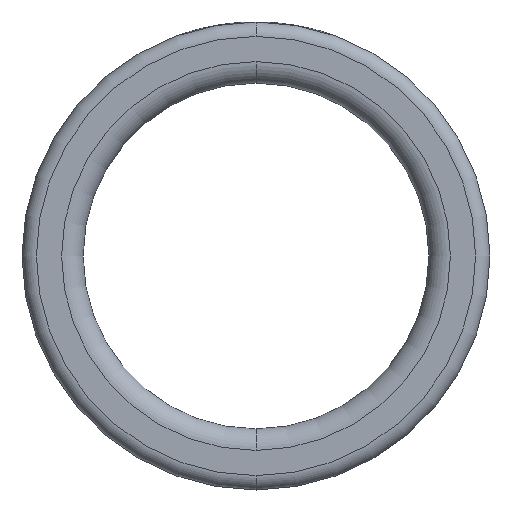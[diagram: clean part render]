
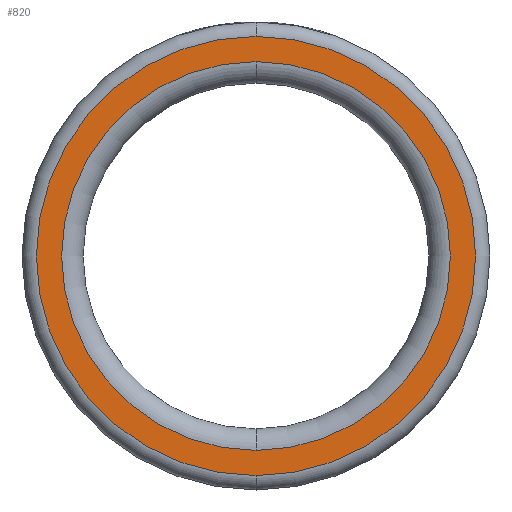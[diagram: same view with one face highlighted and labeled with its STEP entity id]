
A CAD part, front view. The second image highlights one B-rep face of the part: STEP entity #820.
In plain terms, the highlighted planar face has unit normal (0, -1, 0).
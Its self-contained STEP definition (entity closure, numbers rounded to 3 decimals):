
#36 = AXIS2_PLACEMENT_3D ( 'NONE', #1301, #525, #1869 ) ;
#88 = CARTESIAN_POINT ( 'NONE',  ( 0., -65., 27. ) ) ;
#221 = ORIENTED_EDGE ( 'NONE', *, *, #285, .F. ) ;
#285 = EDGE_CURVE ( 'NONE', #958, #2074, #2224, .T. ) ;
#298 = DIRECTION ( 'NONE',  ( 0., 0., -1. ) ) ;
#326 = EDGE_CURVE ( 'NONE', #2074, #958, #2434, .T. ) ;
#336 = FACE_OUTER_BOUND ( 'NONE', #1110, .T. ) ;
#385 = DIRECTION ( 'NONE',  ( 0., -1., 0. ) ) ;
#476 = VERTEX_POINT ( 'NONE', #488 ) ;
#488 = CARTESIAN_POINT ( 'NONE',  ( 0., -65., -30.5 ) ) ;
#517 = CIRCLE ( 'NONE', #1161, 30.5 ) ;
#525 = DIRECTION ( 'NONE',  ( 0., -1., 0. ) ) ;
#531 = ORIENTED_EDGE ( 'NONE', *, *, #2028, .T. ) ;
#552 = CARTESIAN_POINT ( 'NONE',  ( 0., -65., -27. ) ) ;
#566 = CARTESIAN_POINT ( 'NONE',  ( 0., -65., 0. ) ) ;
#573 = CARTESIAN_POINT ( 'NONE',  ( 27., -65., 0. ) ) ;
#596 = DIRECTION ( 'NONE',  ( 0., 0., -1. ) ) ;
#646 = EDGE_LOOP ( 'NONE', ( #221, #1410 ) ) ;
#687 = EDGE_CURVE ( 'NONE', #476, #1742, #2351, .T. ) ;
#698 = AXIS2_PLACEMENT_3D ( 'NONE', #573, #385, #1738 ) ;
#820 = ADVANCED_FACE ( 'NONE', ( #336, #1582 ), #2336, .T. ) ;
#895 = CARTESIAN_POINT ( 'NONE',  ( 0., -65., 0. ) ) ;
#911 = AXIS2_PLACEMENT_3D ( 'NONE', #566, #2124, #596 ) ;
#958 = VERTEX_POINT ( 'NONE', #552 ) ;
#1110 = EDGE_LOOP ( 'NONE', ( #1412, #531 ) ) ;
#1161 = AXIS2_PLACEMENT_3D ( 'NONE', #895, #2257, #2247 ) ;
#1301 = CARTESIAN_POINT ( 'NONE',  ( 0., -65., 0. ) ) ;
#1362 = AXIS2_PLACEMENT_3D ( 'NONE', #1848, #2042, #298 ) ;
#1410 = ORIENTED_EDGE ( 'NONE', *, *, #326, .F. ) ;
#1412 = ORIENTED_EDGE ( 'NONE', *, *, #687, .T. ) ;
#1582 = FACE_BOUND ( 'NONE', #646, .T. ) ;
#1738 = DIRECTION ( 'NONE',  ( 0., 0., -1. ) ) ;
#1742 = VERTEX_POINT ( 'NONE', #1970 ) ;
#1848 = CARTESIAN_POINT ( 'NONE',  ( 0., -65., 0. ) ) ;
#1869 = DIRECTION ( 'NONE',  ( 0., 0., -1. ) ) ;
#1970 = CARTESIAN_POINT ( 'NONE',  ( 0., -65., 30.5 ) ) ;
#2028 = EDGE_CURVE ( 'NONE', #1742, #476, #517, .T. ) ;
#2042 = DIRECTION ( 'NONE',  ( 0., -1., 0. ) ) ;
#2074 = VERTEX_POINT ( 'NONE', #88 ) ;
#2124 = DIRECTION ( 'NONE',  ( 0., -1., 0. ) ) ;
#2224 = CIRCLE ( 'NONE', #36, 27. ) ;
#2247 = DIRECTION ( 'NONE',  ( 0., 0., -1. ) ) ;
#2257 = DIRECTION ( 'NONE',  ( 0., -1., 0. ) ) ;
#2336 = PLANE ( 'NONE',  #698 ) ;
#2351 = CIRCLE ( 'NONE', #911, 30.5 ) ;
#2434 = CIRCLE ( 'NONE', #1362, 27. ) ;
